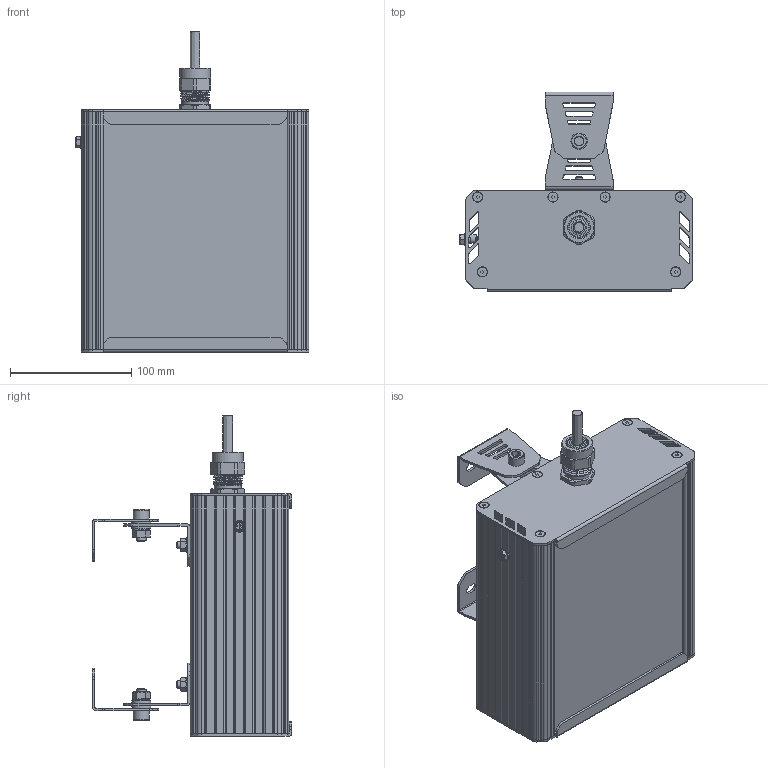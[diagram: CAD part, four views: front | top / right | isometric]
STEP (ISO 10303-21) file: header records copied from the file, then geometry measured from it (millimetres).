
FILE_DESCRIPTION(('STEP AP214'), '1');
FILE_NAME('001.0096.03.000 - ÃÑÏ-Ýêñòðà-Îïòèê-2Åõ-20', '', ('UNSPECIFIED'), ('UNSPECIFIED'), 'C3D Converter', 'C3D Toolkit', '');
FILE_SCHEMA(('AUTOMOTIVE_DESIGN { 1 0 10303 214 3 1 1}'));
Length unit declared in the file: millimetre
Products named in the file (36): 001.0096.03.000; 001.0065.01.000
Assembly tree (60 placements, depth 4):
  001.0096.03.000
    (unnamed)
      (unnamed)
      (unnamed)
      (unnamed)
      (unnamed)
      (unnamed)
      (unnamed)
      (unnamed)
      (unnamed)  x6
      (unnamed)  x6
      (unnamed)
      (unnamed)
      (unnamed)  x2
        (unnamed)
        (unnamed)
        (unnamed)
        (unnamed)
        (unnamed)
        (unnamed)
        (unnamed)
        (unnamed)
        (unnamed)
        (unnamed)
      (unnamed)
        (unnamed)
    001.0065.01.000  x2
      (unnamed)
      (unnamed)
      (unnamed)
      (unnamed)
      (unnamed)
      (unnamed)
      (unnamed)
      (unnamed)
      (unnamed)
Bounding box: 192.43 x 164.62 x 264 mm (x, y, z)
Volume: 705431.5 mm3; surface area: 557387.2 mm2
Topology: 109 solids, 109 shells, 2245 faces, 5641 edges, 3738 vertices
Faces by surface type: plane 1396, cylinder 636, cone 157, bspline 51, torus 3, sphere 2
Full cylindrical faces by diameter (mm): 1 x2, 2 x4, 2.5 x8, 2.8 x50, 3.2 x2, 3.5 x12, 4 x13, 5 x2, 6 x5, 6.375 x2, 7 x2, 8 x16, 8.5 x8, 9 x26, 10 x1, 12 x2, 12.5 x1, 13 x1, 13.333 x2, 16 x5, 17 x1, 18 x1, 18.5 x1, 19 x1, 20 x1, 21.5 x1, 22 x2, 25.5 x1
Entity records: 103660 total; most frequent: CARTESIAN_POINT 49637, DIRECTION 8330, ORIENTED_EDGE 7082, EDGE_CURVE 3541, AXIS2_PLACEMENT_3D 3005, VERTEX_POINT 2431, COLOUR_RGB 2371, PRESENTATION_STYLE_ASSIGNMENT 2371
